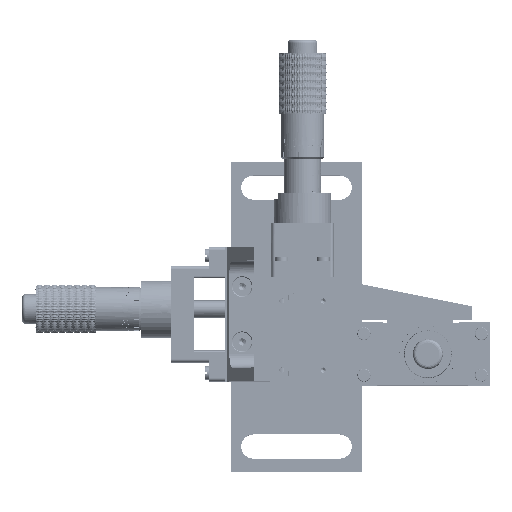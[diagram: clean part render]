
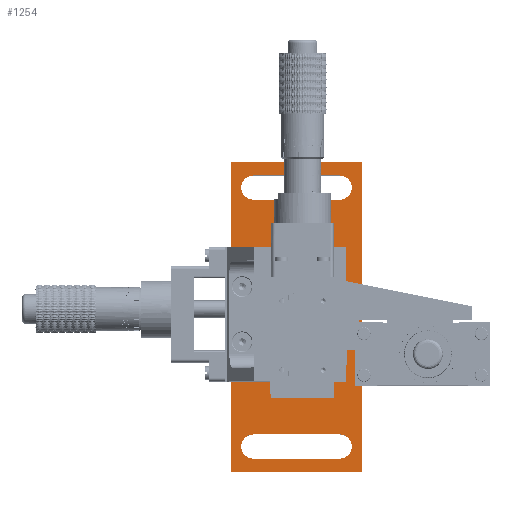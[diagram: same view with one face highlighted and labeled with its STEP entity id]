
A CAD part, top view. The second image highlights one B-rep face of the part: STEP entity #1254.
In plain terms, the highlighted planar face has unit normal (0, 0, 1).
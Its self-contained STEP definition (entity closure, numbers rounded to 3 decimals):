
#740=FACE_BOUND('',#23354,.T.);
#741=FACE_BOUND('',#23355,.T.);
#742=FACE_BOUND('',#23356,.T.);
#1254=ADVANCED_FACE('',(#12302,#740,#741,#742),#193191,.T.);
#12302=FACE_OUTER_BOUND('',#23353,.T.);
#23353=EDGE_LOOP('',(#35039,#35040,#35041,#35042));
#23354=EDGE_LOOP('',(#35043,#35044,#35045,#35046));
#23355=EDGE_LOOP('',(#35047,#35048,#35049,#35050));
#23356=EDGE_LOOP('',(#35051,#35052,#35053,#35054));
#35039=ORIENTED_EDGE('',*,*,#102898,.F.);
#35040=ORIENTED_EDGE('',*,*,#102899,.F.);
#35041=ORIENTED_EDGE('',*,*,#102900,.F.);
#35042=ORIENTED_EDGE('',*,*,#102897,.F.);
#35043=ORIENTED_EDGE('',*,*,#102901,.F.);
#35044=ORIENTED_EDGE('',*,*,#102902,.F.);
#35045=ORIENTED_EDGE('',*,*,#102903,.F.);
#35046=ORIENTED_EDGE('',*,*,#102904,.F.);
#35047=ORIENTED_EDGE('',*,*,#102934,.F.);
#35048=ORIENTED_EDGE('',*,*,#102905,.F.);
#35049=ORIENTED_EDGE('',*,*,#102930,.F.);
#35050=ORIENTED_EDGE('',*,*,#102906,.F.);
#35051=ORIENTED_EDGE('',*,*,#102924,.F.);
#35052=ORIENTED_EDGE('',*,*,#102907,.F.);
#35053=ORIENTED_EDGE('',*,*,#102920,.F.);
#35054=ORIENTED_EDGE('',*,*,#102908,.F.);
#102897=EDGE_CURVE('',#170804,#170805,#141031,.T.);
#102898=EDGE_CURVE('',#170806,#170804,#141032,.T.);
#102899=EDGE_CURVE('',#170807,#170806,#141033,.T.);
#102900=EDGE_CURVE('',#170805,#170807,#141034,.T.);
#102901=EDGE_CURVE('',#170808,#170809,#141035,.T.);
#102902=EDGE_CURVE('',#170810,#170808,#141036,.T.);
#102903=EDGE_CURVE('',#170811,#170810,#141037,.T.);
#102904=EDGE_CURVE('',#170809,#170811,#141038,.T.);
#102905=EDGE_CURVE('',#170814,#170812,#141039,.T.);
#102906=EDGE_CURVE('',#170813,#170815,#141040,.T.);
#102907=EDGE_CURVE('',#170818,#170816,#141041,.T.);
#102908=EDGE_CURVE('',#170817,#170819,#141042,.T.);
#102920=EDGE_CURVE('',#170819,#170818,#136777,.T.);
#102924=EDGE_CURVE('',#170816,#170817,#136779,.T.);
#102930=EDGE_CURVE('',#170815,#170814,#136781,.T.);
#102934=EDGE_CURVE('',#170812,#170813,#136783,.T.);
#136777=(
BOUNDED_CURVE()
B_SPLINE_CURVE(2,(#224364,#224365,#224366,#224367,#224368),
 .UNSPECIFIED.,.F.,.F.)
B_SPLINE_CURVE_WITH_KNOTS((3,2,3),(0.,5.498,10.996),
 .UNSPECIFIED.)
CURVE()
GEOMETRIC_REPRESENTATION_ITEM()
RATIONAL_B_SPLINE_CURVE((1.,0.707,1.,0.707,1.))
REPRESENTATION_ITEM('')
);
#136779=(
BOUNDED_CURVE()
B_SPLINE_CURVE(2,(#224378,#224379,#224380,#224381,#224382),
 .UNSPECIFIED.,.F.,.F.)
B_SPLINE_CURVE_WITH_KNOTS((3,2,3),(0.,5.498,10.996),
 .UNSPECIFIED.)
CURVE()
GEOMETRIC_REPRESENTATION_ITEM()
RATIONAL_B_SPLINE_CURVE((1.,0.707,1.,0.707,1.))
REPRESENTATION_ITEM('')
);
#136781=(
BOUNDED_CURVE()
B_SPLINE_CURVE(2,(#224396,#224397,#224398,#224399,#224400),
 .UNSPECIFIED.,.F.,.F.)
B_SPLINE_CURVE_WITH_KNOTS((3,2,3),(0.,5.498,10.996),
 .UNSPECIFIED.)
CURVE()
GEOMETRIC_REPRESENTATION_ITEM()
RATIONAL_B_SPLINE_CURVE((1.,0.707,1.,0.707,1.))
REPRESENTATION_ITEM('')
);
#136783=(
BOUNDED_CURVE()
B_SPLINE_CURVE(2,(#224410,#224411,#224412,#224413,#224414),
 .UNSPECIFIED.,.F.,.F.)
B_SPLINE_CURVE_WITH_KNOTS((3,2,3),(0.,5.498,10.996),
 .UNSPECIFIED.)
CURVE()
GEOMETRIC_REPRESENTATION_ITEM()
RATIONAL_B_SPLINE_CURVE((1.,0.707,1.,0.707,1.))
REPRESENTATION_ITEM('')
);
#141031=B_SPLINE_CURVE_WITH_KNOTS('',1,(#224315,#224316),.UNSPECIFIED.,
 .F.,.F.,(2,2),(-90.,0.),.UNSPECIFIED.);
#141032=B_SPLINE_CURVE_WITH_KNOTS('',1,(#224317,#224318),.UNSPECIFIED.,
 .F.,.F.,(2,2),(-38.,0.),.UNSPECIFIED.);
#141033=B_SPLINE_CURVE_WITH_KNOTS('',1,(#224319,#224320),.UNSPECIFIED.,
 .F.,.F.,(2,2),(-90.,0.),.UNSPECIFIED.);
#141034=B_SPLINE_CURVE_WITH_KNOTS('',1,(#224321,#224322),.UNSPECIFIED.,
 .F.,.F.,(2,2),(-38.,0.),.UNSPECIFIED.);
#141035=B_SPLINE_CURVE_WITH_KNOTS('',1,(#224323,#224324),.UNSPECIFIED.,
 .F.,.F.,(2,2),(-19.,0.),.UNSPECIFIED.);
#141036=B_SPLINE_CURVE_WITH_KNOTS('',1,(#224325,#224326),.UNSPECIFIED.,
 .F.,.F.,(2,2),(-34.,0.),.UNSPECIFIED.);
#141037=B_SPLINE_CURVE_WITH_KNOTS('',1,(#224327,#224328),.UNSPECIFIED.,
 .F.,.F.,(2,2),(-19.,0.),.UNSPECIFIED.);
#141038=B_SPLINE_CURVE_WITH_KNOTS('',1,(#224329,#224330),.UNSPECIFIED.,
 .F.,.F.,(2,2),(-34.,0.),.UNSPECIFIED.);
#141039=B_SPLINE_CURVE_WITH_KNOTS('',1,(#224331,#224332),.UNSPECIFIED.,
 .F.,.F.,(2,2),(-25.,0.),.UNSPECIFIED.);
#141040=B_SPLINE_CURVE_WITH_KNOTS('',1,(#224333,#224334),.UNSPECIFIED.,
 .F.,.F.,(2,2),(-25.,0.),.UNSPECIFIED.);
#141041=B_SPLINE_CURVE_WITH_KNOTS('',1,(#224335,#224336),.UNSPECIFIED.,
 .F.,.F.,(2,2),(-25.,0.),.UNSPECIFIED.);
#141042=B_SPLINE_CURVE_WITH_KNOTS('',1,(#224337,#224338),.UNSPECIFIED.,
 .F.,.F.,(2,2),(-25.,0.),.UNSPECIFIED.);
#170804=VERTEX_POINT('',#223451);
#170805=VERTEX_POINT('',#223452);
#170806=VERTEX_POINT('',#223453);
#170807=VERTEX_POINT('',#223454);
#170808=VERTEX_POINT('',#223455);
#170809=VERTEX_POINT('',#223456);
#170810=VERTEX_POINT('',#223457);
#170811=VERTEX_POINT('',#223458);
#170812=VERTEX_POINT('',#223459);
#170813=VERTEX_POINT('',#223460);
#170814=VERTEX_POINT('',#223461);
#170815=VERTEX_POINT('',#223462);
#170816=VERTEX_POINT('',#223463);
#170817=VERTEX_POINT('',#223464);
#170818=VERTEX_POINT('',#223465);
#170819=VERTEX_POINT('',#223466);
#193191=PLANE('',#202029);
#202029=AXIS2_PLACEMENT_3D('',#221995,#211994,$);
#211994=DIRECTION('',(0.,0.,1.));
#221995=CARTESIAN_POINT('',(-11.191,-71.766,7.));
#223451=CARTESIAN_POINT('',(-7.271,-62.646,7.));
#223452=CARTESIAN_POINT('',(-7.271,27.354,7.));
#223453=CARTESIAN_POINT('',(30.729,-62.646,7.));
#223454=CARTESIAN_POINT('',(30.729,27.354,7.));
#223455=CARTESIAN_POINT('',(-5.271,-8.146,7.));
#223456=CARTESIAN_POINT('',(-5.271,-27.146,7.));
#223457=CARTESIAN_POINT('',(28.729,-8.146,7.));
#223458=CARTESIAN_POINT('',(28.729,-27.146,7.));
#223459=CARTESIAN_POINT('',(24.229,16.354,7.));
#223460=CARTESIAN_POINT('',(24.229,23.354,7.));
#223461=CARTESIAN_POINT('',(-0.771,16.354,7.));
#223462=CARTESIAN_POINT('',(-0.771,23.354,7.));
#223463=CARTESIAN_POINT('',(24.229,-58.646,7.));
#223464=CARTESIAN_POINT('',(24.229,-51.646,7.));
#223465=CARTESIAN_POINT('',(-0.771,-58.646,7.));
#223466=CARTESIAN_POINT('',(-0.771,-51.646,7.));
#224315=CARTESIAN_POINT('',(-7.271,-62.646,7.));
#224316=CARTESIAN_POINT('',(-7.271,27.354,7.));
#224317=CARTESIAN_POINT('',(30.729,-62.646,7.));
#224318=CARTESIAN_POINT('',(-7.271,-62.646,7.));
#224319=CARTESIAN_POINT('',(30.729,27.354,7.));
#224320=CARTESIAN_POINT('',(30.729,-62.646,7.));
#224321=CARTESIAN_POINT('',(-7.271,27.354,7.));
#224322=CARTESIAN_POINT('',(30.729,27.354,7.));
#224323=CARTESIAN_POINT('',(-5.271,-8.146,7.));
#224324=CARTESIAN_POINT('',(-5.271,-27.146,7.));
#224325=CARTESIAN_POINT('',(28.729,-8.146,7.));
#224326=CARTESIAN_POINT('',(-5.271,-8.146,7.));
#224327=CARTESIAN_POINT('',(28.729,-27.146,7.));
#224328=CARTESIAN_POINT('',(28.729,-8.146,7.));
#224329=CARTESIAN_POINT('',(-5.271,-27.146,7.));
#224330=CARTESIAN_POINT('',(28.729,-27.146,7.));
#224331=CARTESIAN_POINT('',(-0.771,16.354,7.));
#224332=CARTESIAN_POINT('',(24.229,16.354,7.));
#224333=CARTESIAN_POINT('',(24.229,23.354,7.));
#224334=CARTESIAN_POINT('',(-0.771,23.354,7.));
#224335=CARTESIAN_POINT('',(-0.771,-58.646,7.));
#224336=CARTESIAN_POINT('',(24.229,-58.646,7.));
#224337=CARTESIAN_POINT('',(24.229,-51.646,7.));
#224338=CARTESIAN_POINT('',(-0.771,-51.646,7.));
#224364=CARTESIAN_POINT('',(-0.771,-51.646,7.));
#224365=CARTESIAN_POINT('',(-4.271,-51.646,7.));
#224366=CARTESIAN_POINT('',(-4.271,-55.146,7.));
#224367=CARTESIAN_POINT('',(-4.271,-58.646,7.));
#224368=CARTESIAN_POINT('',(-0.771,-58.646,7.));
#224378=CARTESIAN_POINT('',(24.229,-58.646,7.));
#224379=CARTESIAN_POINT('',(27.729,-58.646,7.));
#224380=CARTESIAN_POINT('',(27.729,-55.146,7.));
#224381=CARTESIAN_POINT('',(27.729,-51.646,7.));
#224382=CARTESIAN_POINT('',(24.229,-51.646,7.));
#224396=CARTESIAN_POINT('',(-0.771,23.354,7.));
#224397=CARTESIAN_POINT('',(-4.271,23.354,7.));
#224398=CARTESIAN_POINT('',(-4.271,19.854,7.));
#224399=CARTESIAN_POINT('',(-4.271,16.354,7.));
#224400=CARTESIAN_POINT('',(-0.771,16.354,7.));
#224410=CARTESIAN_POINT('',(24.229,16.354,7.));
#224411=CARTESIAN_POINT('',(27.729,16.354,7.));
#224412=CARTESIAN_POINT('',(27.729,19.854,7.));
#224413=CARTESIAN_POINT('',(27.729,23.354,7.));
#224414=CARTESIAN_POINT('',(24.229,23.354,7.));
